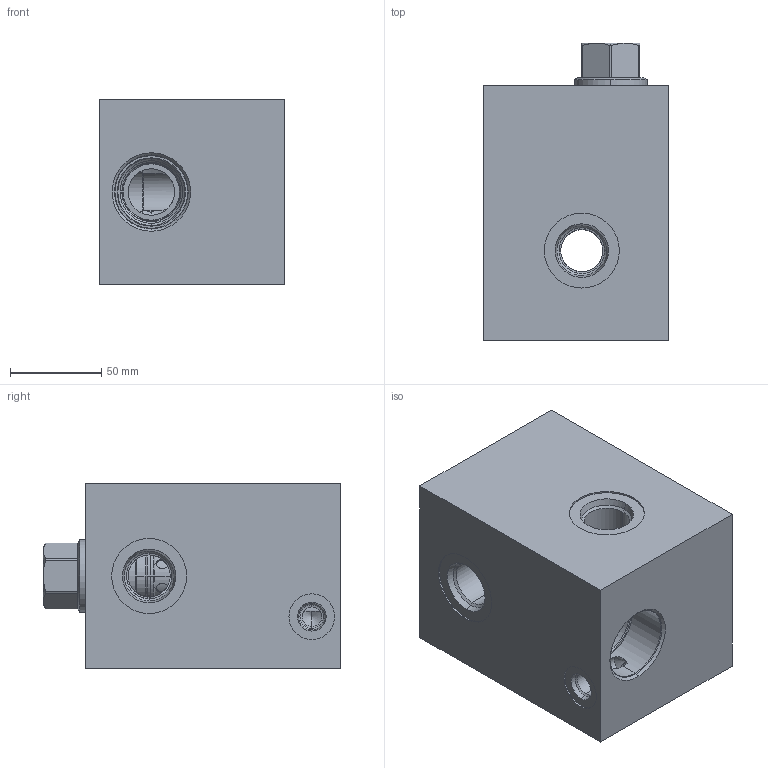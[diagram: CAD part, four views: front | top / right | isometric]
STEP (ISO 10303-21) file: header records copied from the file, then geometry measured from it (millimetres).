
FILE_DESCRIPTION((''),'2;1');
FILE_NAME('H3L_ASM','2019-09-11T',('ProEService'),(''),'PRO/ENGINEER BY PARAMETRIC TECHNOLOGY CORPORATION, 2014200','PRO/ENGINEER BY PARAMETRIC TECHNOLOGY CORPORATION, 2014200','');
FILE_SCHEMA(('CONFIG_CONTROL_DESIGN'));
Length unit declared in the file: inch
Products named in the file (3): 151-161-004; CXGDXCN; H3L_ASM
Assembly tree (2 placements, depth 2):
  H3L_ASM
    151-161-004
    CXGDXCN
Bounding box: 101.6 x 162.74 x 101.6 mm (x, y, z)
Volume: 1267548.9 mm3; surface area: 124007.6 mm2
Topology: 3 solids, 3 shells, 295 faces, 940 edges, 755 vertices
Faces by surface type: cylinder 131, cone 86, plane 46, torus 26, revolution 6
Entity records: 11791 total; most frequent: CARTESIAN_POINT 3593, DIRECTION 1777, ORIENTED_EDGE 1384, EDGE_CURVE 692, AXIS2_PLACEMENT_3D 651, VECTOR 469, LINE 469, VERTEX_POINT 422
